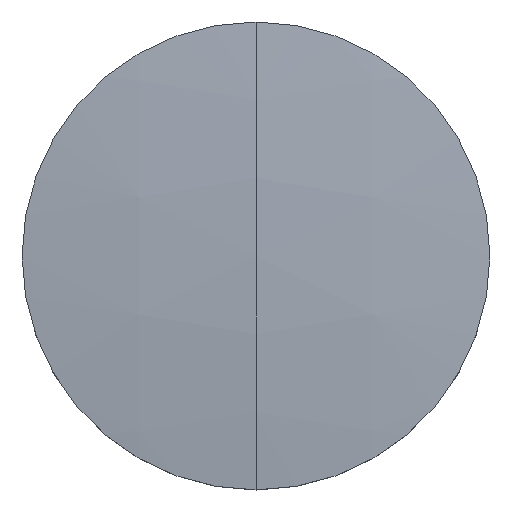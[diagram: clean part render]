
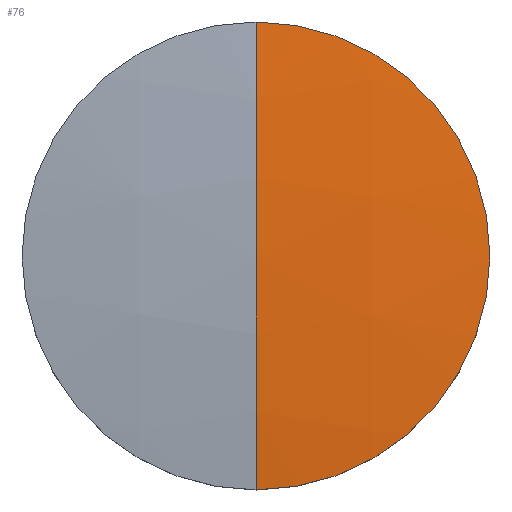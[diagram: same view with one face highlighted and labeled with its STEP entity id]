
A CAD part, top view. The second image highlights one B-rep face of the part: STEP entity #76.
In plain terms, the highlighted spherical face has radius 60.078 mm.
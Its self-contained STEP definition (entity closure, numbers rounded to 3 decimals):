
#14 = ORIENTED_EDGE ( 'NONE', *, *, #83, .T. ) ;
#18 = VERTEX_POINT ( 'NONE', #38 ) ;
#22 = EDGE_LOOP ( 'NONE', ( #23, #14, #61 ) ) ;
#23 = ORIENTED_EDGE ( 'NONE', *, *, #72, .F. ) ;
#24 = DIRECTION ( 'NONE',  ( 0., 1., 0. ) ) ;
#25 = DIRECTION ( 'NONE',  ( 0., 0., -1. ) ) ;
#26 = AXIS2_PLACEMENT_3D ( 'NONE', #34, #25, #24 ) ;
#27 = CIRCLE ( 'NONE', #26, 6.35 ) ;
#28 = CARTESIAN_POINT ( 'NONE',  ( 0., 6.35, 0.833 ) ) ;
#29 = DIRECTION ( 'NONE',  ( 0., 0., 1. ) ) ;
#30 = DIRECTION ( 'NONE',  ( -1., 0., 0. ) ) ;
#31 = CARTESIAN_POINT ( 'NONE',  ( 0., 0., -58.908 ) ) ;
#32 = AXIS2_PLACEMENT_3D ( 'NONE', #31, #30, #29 ) ;
#33 = CIRCLE ( 'NONE', #32, 60.078 ) ;
#34 = CARTESIAN_POINT ( 'NONE',  ( 0., 0., 0.833 ) ) ;
#38 = CARTESIAN_POINT ( 'NONE',  ( 0., -6.35, 0.833 ) ) ;
#51 = DIRECTION ( 'NONE',  ( 1., 0., 0. ) ) ;
#52 = CARTESIAN_POINT ( 'NONE',  ( 0., 0., -58.908 ) ) ;
#53 = AXIS2_PLACEMENT_3D ( 'NONE', #52, #51, #125 ) ;
#54 = SPHERICAL_SURFACE ( 'NONE', #53, 60.078 ) ;
#55 = FACE_OUTER_BOUND ( 'NONE', #22, .T. ) ;
#61 = ORIENTED_EDGE ( 'NONE', *, *, #73, .F. ) ;
#72 = EDGE_CURVE ( 'NONE', #92, #74, #33, .T. ) ;
#73 = EDGE_CURVE ( 'NONE', #74, #18, #27, .T. ) ;
#74 = VERTEX_POINT ( 'NONE', #28 ) ;
#76 = ADVANCED_FACE ( 'NONE', ( #55 ), #54, .T. ) ;
#83 = EDGE_CURVE ( 'NONE', #92, #18, #123, .T. ) ;
#92 = VERTEX_POINT ( 'NONE', #117 ) ;
#117 = CARTESIAN_POINT ( 'NONE',  ( 0., 0., 1.17 ) ) ;
#119 = DIRECTION ( 'NONE',  ( 0., 1., 0. ) ) ;
#120 = DIRECTION ( 'NONE',  ( 1., 0., 0. ) ) ;
#121 = CARTESIAN_POINT ( 'NONE',  ( 0., 0., -58.908 ) ) ;
#122 = AXIS2_PLACEMENT_3D ( 'NONE', #121, #120, #119 ) ;
#123 = CIRCLE ( 'NONE', #122, 60.078 ) ;
#125 = DIRECTION ( 'NONE',  ( 0., 1., 0. ) ) ;
